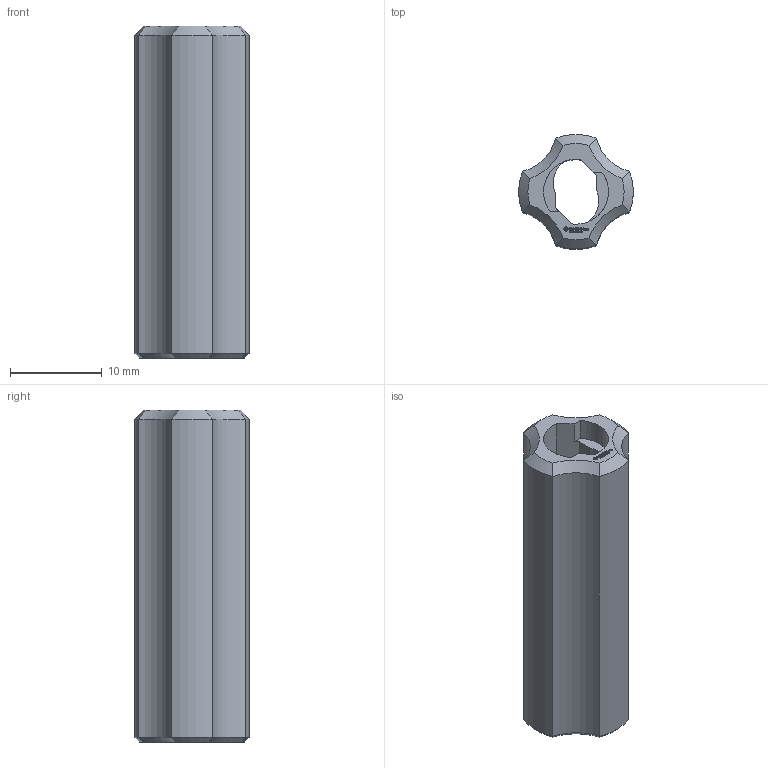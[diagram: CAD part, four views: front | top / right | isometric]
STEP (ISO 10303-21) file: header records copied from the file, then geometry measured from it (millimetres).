
FILE_DESCRIPTION(('FreeCAD Model'),'2;1');
FILE_NAME('Open CASCADE Shape Model','2021-05-23T23:41:22',( 'Paulo Kiefe'),('STEMFIE.org'),'Open CASCADE STEP processor 7.4', 'FreeCAD','Unknown');
FILE_SCHEMA(('AUTOMOTIVE_DESIGN { 1 0 10303 214 1 1 1 1 }'));
Length unit declared in the file: millimetre
Products named in the file (1): Nut_PH_CL_BU1x2.50_-_SPN-NUT-0028_(stemfie.org)_v1
Bounding box: 12.47 x 12.47 x 36.25 mm (x, y, z)
Volume: 2394.9 mm3; surface area: 2349.8 mm2
Topology: 1 solids, 1 shells, 480 faces, 1322 edges, 876 vertices
Faces by surface type: plane 304, bspline 146, cone 19, cylinder 11
Full cylindrical faces by diameter (mm): 7.1 x1
Entity records: 34506 total; most frequent: CARTESIAN_POINT 10030, DIRECTION 3723, LINE 2957, VECTOR 2957, ORIENTED_EDGE 2644, PCURVE 2644, DEFINITIONAL_REPRESENTATION 2644, EDGE_CURVE 1322
